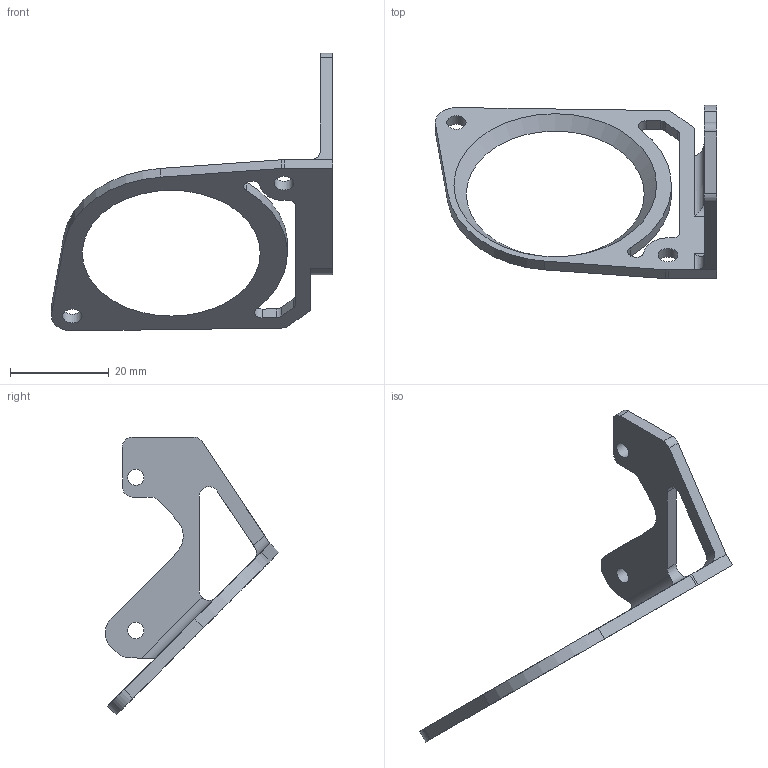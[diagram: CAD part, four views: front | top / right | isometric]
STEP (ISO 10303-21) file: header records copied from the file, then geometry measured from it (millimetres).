
FILE_DESCRIPTION(/* description */ ('STEP AP214'),/* implementation_level */ '2;1');
FILE_NAME(/* name */ '60454e3785bdcf18874850c6',/* time_stamp */ '2021-03-07T22:05:44+00:00',/* author */ (''),/* organization */ (''),/* preprocessor_version */ 'ST-DEVELOPER v18.1',/* originating_system */ ' ',/* authorisation */ ' ');
FILE_SCHEMA (('AUTOMOTIVE_DESIGN {1 0 10303 214 3 1 1}'));
Length unit declared in the file: metre
Products named in the file (1): 5015_front_mount
Bounding box: 56.88 x 35.08 x 56.21 mm (x, y, z)
Volume: 3804.9 mm3; surface area: 4584.2 mm2
Topology: 1 solids, 1 shells, 58 faces, 169 edges, 112 vertices
Faces by surface type: cylinder 30, plane 27, cone 1
Full cylindrical faces by diameter (mm): 3.3 x2, 3.9 x2
Entity records: 1972 total; most frequent: DIRECTION 344, CARTESIAN_POINT 335, ORIENTED_EDGE 328, EDGE_CURVE 164, AXIS2_PLACEMENT_3D 121, VERTEX_POINT 112, LINE 102, VECTOR 102
